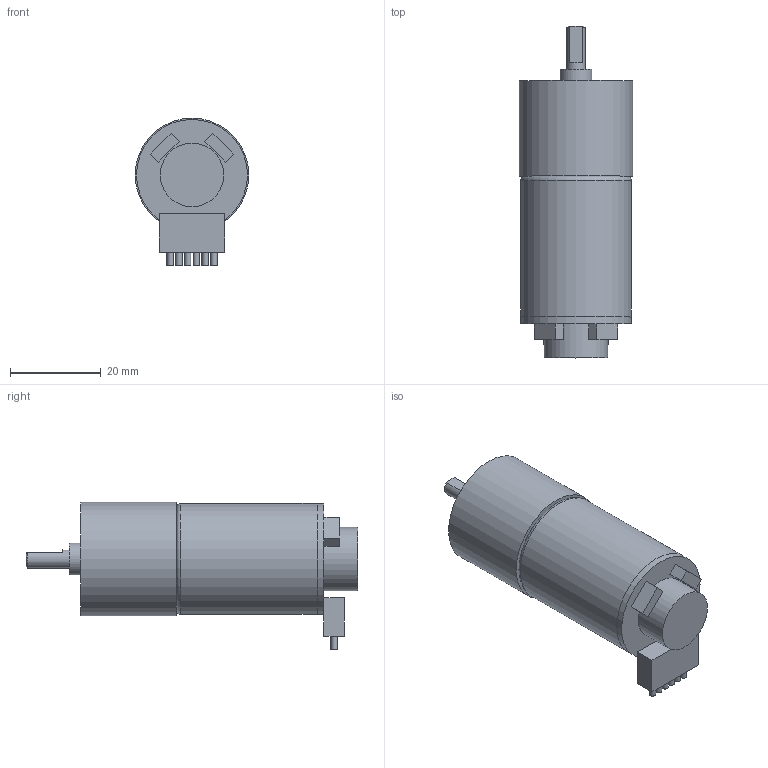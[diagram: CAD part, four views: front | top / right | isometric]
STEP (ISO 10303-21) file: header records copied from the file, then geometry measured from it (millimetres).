
FILE_DESCRIPTION(/* description */ (''),/* implementation_level */ '2;1');
FILE_NAME(/* name */ 'JGA25-371_12VDC_250RPM.stp',/* time_stamp */ '2022-08-16T10:49:15+02:00',/* author */ ('Sebi'),/* organization */ (''),/* preprocessor_version */ 'ST-DEVELOPER v18.1',/* originating_system */ 'Autodesk Inventor 2022',/* authorisation */ '');
FILE_SCHEMA (('AUTOMOTIVE_DESIGN { 1 0 10303 214 3 1 1 }'));
Length unit declared in the file: millimetre
Products named in the file (1): JGA25-371_12VDC_140RPM
Bounding box: 25 x 73 x 32.5 mm (x, y, z)
Volume: 27461.8 mm3; surface area: 8749.8 mm2
Topology: 15 solids, 15 shells, 62 faces, 94 edges, 62 vertices
Faces by surface type: plane 44, cylinder 14, cone 3, torus 1
Full cylindrical faces by diameter (mm): 1.4 x6, 2.459 x2, 4 x1, 7 x1, 14 x1, 24.4 x2, 25 x1
Entity records: 1524 total; most frequent: DIRECTION 250, CARTESIAN_POINT 221, ORIENTED_EDGE 184, AXIS2_PLACEMENT_3D 97, EDGE_CURVE 92, STYLED_ITEM 67, EDGE_LOOP 64, FACE_OUTER_BOUND 62
